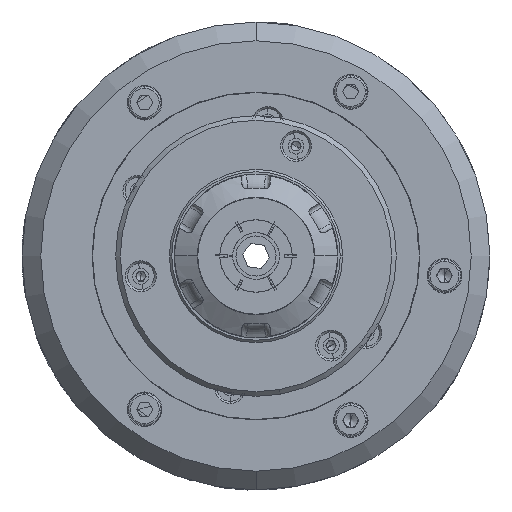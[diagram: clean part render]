
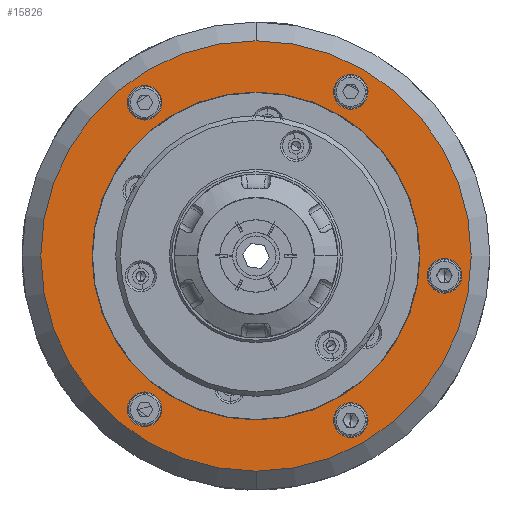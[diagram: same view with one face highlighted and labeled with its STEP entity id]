
A CAD part, left-side view. The second image highlights one B-rep face of the part: STEP entity #15826.
In plain terms, the highlighted planar face has unit normal (-1, 0, 0).
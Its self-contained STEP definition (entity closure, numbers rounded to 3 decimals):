
#222 = FACE_BOUND ( 'NONE', #19538, .T. ) ;
#243 = FACE_BOUND ( 'NONE', #17951, .T. ) ;
#498 = FACE_BOUND ( 'NONE', #19367, .T. ) ;
#503 = FACE_BOUND ( 'NONE', #18399, .T. ) ;
#688 = FACE_OUTER_BOUND ( 'NONE', #19404, .T. ) ;
#730 = FACE_BOUND ( 'NONE', #19924, .T. ) ;
#738 = FACE_BOUND ( 'NONE', #19323, .T. ) ;
#1185 = AXIS2_PLACEMENT_3D ( 'NONE', #31012, #31010, #31013 ) ;
#1189 = AXIS2_PLACEMENT_3D ( 'NONE', #31000, #30988, #30995 ) ;
#1199 = EDGE_CURVE ( 'NONE', #4219, #4260, #19458, .T. ) ;
#1268 = AXIS2_PLACEMENT_3D ( 'NONE', #4569, #4567, #4563 ) ;
#1279 = EDGE_CURVE ( 'NONE', #10570, #4178, #18891, .T. ) ;
#1281 = EDGE_CURVE ( 'NONE', #4260, #4219, #19095, .T. ) ;
#1292 = AXIS2_PLACEMENT_3D ( 'NONE', #14193, #14186, #14174 ) ;
#1300 = AXIS2_PLACEMENT_3D ( 'NONE', #31244, #31243, #31242 ) ;
#1419 = EDGE_CURVE ( 'NONE', #4409, #4511, #19230, .T. ) ;
#1480 = AXIS2_PLACEMENT_3D ( 'NONE', #27483, #27482, #27481 ) ;
#1728 = EDGE_CURVE ( 'NONE', #4178, #10570, #19677, .T. ) ;
#1747 = AXIS2_PLACEMENT_3D ( 'NONE', #22552, #22546, #22544 ) ;
#1761 = EDGE_CURVE ( 'NONE', #30748, #13364, #18579, .T. ) ;
#1812 = AXIS2_PLACEMENT_3D ( 'NONE', #31005, #31004, #31003 ) ;
#1873 = EDGE_CURVE ( 'NONE', #13364, #30748, #18328, .T. ) ;
#1987 = EDGE_CURVE ( 'NONE', #4342, #4330, #19556, .T. ) ;
#2456 = EDGE_CURVE ( 'NONE', #4690, #4326, #18446, .T. ) ;
#2622 = EDGE_CURVE ( 'NONE', #4419, #9560, #19145, .T. ) ;
#2634 = AXIS2_PLACEMENT_3D ( 'NONE', #30951, #30950, #30948 ) ;
#2734 = EDGE_CURVE ( 'NONE', #4511, #4409, #30482, .T. ) ;
#2755 = EDGE_CURVE ( 'NONE', #4330, #4342, #29876, .T. ) ;
#2811 = AXIS2_PLACEMENT_3D ( 'NONE', #27399, #27398, #27397 ) ;
#3117 = AXIS2_PLACEMENT_3D ( 'NONE', #27672, #27669, #27667 ) ;
#3408 = EDGE_CURVE ( 'NONE', #4326, #4690, #30391, .T. ) ;
#3948 = CARTESIAN_POINT ( 'NONE',  ( -240.3, -20.25, -31.374 ) ) ;
#4016 = AXIS2_PLACEMENT_3D ( 'NONE', #27376, #27375, #27374 ) ;
#4018 = AXIS2_PLACEMENT_3D ( 'NONE', #25123, #25120, #25114 ) ;
#4138 = EDGE_CURVE ( 'NONE', #9560, #4419, #21508, .T. ) ;
#4178 = VERTEX_POINT ( 'NONE', #21700 ) ;
#4219 = VERTEX_POINT ( 'NONE', #21636 ) ;
#4260 = VERTEX_POINT ( 'NONE', #19833 ) ;
#4326 = VERTEX_POINT ( 'NONE', #19511 ) ;
#4330 = VERTEX_POINT ( 'NONE', #19495 ) ;
#4342 = VERTEX_POINT ( 'NONE', #19424 ) ;
#4409 = VERTEX_POINT ( 'NONE', #19127 ) ;
#4419 = VERTEX_POINT ( 'NONE', #19034 ) ;
#4511 = VERTEX_POINT ( 'NONE', #18681 ) ;
#4563 = DIRECTION ( 'NONE',  ( 0., 0., 1. ) ) ;
#4567 = DIRECTION ( 'NONE',  ( -1., 0., 0. ) ) ;
#4569 = CARTESIAN_POINT ( 'NONE',  ( -240.3, -20.25, -35.074 ) ) ;
#4690 = VERTEX_POINT ( 'NONE', #18103 ) ;
#5190 = DIRECTION ( 'NONE',  ( 0., 0., 1. ) ) ;
#5191 = CARTESIAN_POINT ( 'NONE',  ( -240.3, 50., 0. ) ) ;
#5205 = PLANE ( 'NONE',  #10203 ) ;
#5209 = DIRECTION ( 'NONE',  ( -1., 0., 0. ) ) ;
#9560 = VERTEX_POINT ( 'NONE', #19497 ) ;
#9630 = ORIENTED_EDGE ( 'NONE', *, *, #1987, .F. ) ;
#9756 = ORIENTED_EDGE ( 'NONE', *, *, #1419, .F. ) ;
#9975 = ORIENTED_EDGE ( 'NONE', *, *, #2456, .F. ) ;
#10018 = ORIENTED_EDGE ( 'NONE', *, *, #2622, .T. ) ;
#10059 = ORIENTED_EDGE ( 'NONE', *, *, #1728, .F. ) ;
#10203 = AXIS2_PLACEMENT_3D ( 'NONE', #5191, #5209, #5190 ) ;
#10235 = ORIENTED_EDGE ( 'NONE', *, *, #1281, .T. ) ;
#10346 = ORIENTED_EDGE ( 'NONE', *, *, #1279, .F. ) ;
#10570 = VERTEX_POINT ( 'NONE', #3948 ) ;
#10581 = ORIENTED_EDGE ( 'NONE', *, *, #1873, .F. ) ;
#10834 = ORIENTED_EDGE ( 'NONE', *, *, #1761, .F. ) ;
#11071 = ORIENTED_EDGE ( 'NONE', *, *, #2734, .F. ) ;
#11202 = ORIENTED_EDGE ( 'NONE', *, *, #2755, .F. ) ;
#11386 = ORIENTED_EDGE ( 'NONE', *, *, #1199, .T. ) ;
#11531 = ORIENTED_EDGE ( 'NONE', *, *, #3408, .F. ) ;
#11611 = ORIENTED_EDGE ( 'NONE', *, *, #4138, .T. ) ;
#12160 = AXIS2_PLACEMENT_3D ( 'NONE', #21776, #21774, #21773 ) ;
#13364 = VERTEX_POINT ( 'NONE', #20012 ) ;
#14174 = DIRECTION ( 'NONE',  ( 0., 0., 1. ) ) ;
#14186 = DIRECTION ( 'NONE',  ( -1., 0., 0. ) ) ;
#14193 = CARTESIAN_POINT ( 'NONE',  ( -240.3, -20.25, 35.074 ) ) ;
#15826 = ADVANCED_FACE ( 'NONE', ( #243, #688, #730, #738, #498, #222, #503 ), #5205, .T. ) ;
#17951 = EDGE_LOOP ( 'NONE', ( #10018, #11611 ) ) ;
#18103 = CARTESIAN_POINT ( 'NONE',  ( -240.3, 23.805, -29.065 ) ) ;
#18328 = CIRCLE ( 'NONE', #1292, 3.7 ) ;
#18399 = EDGE_LOOP ( 'NONE', ( #9975, #11531 ) ) ;
#18446 = CIRCLE ( 'NONE', #3117, 3.7 ) ;
#18579 = CIRCLE ( 'NONE', #4018, 3.7 ) ;
#18681 = CARTESIAN_POINT ( 'NONE',  ( -240.3, -40.278, -0.533 ) ) ;
#18891 = CIRCLE ( 'NONE', #1185, 3.7 ) ;
#19034 = CARTESIAN_POINT ( 'NONE',  ( -240.3, 0., 35.05 ) ) ;
#19095 = CIRCLE ( 'NONE', #1189, 46. ) ;
#19127 = CARTESIAN_POINT ( 'NONE',  ( -240.3, -40.278, -7.933 ) ) ;
#19145 = CIRCLE ( 'NONE', #1480, 35.05 ) ;
#19230 = CIRCLE ( 'NONE', #1812, 3.7 ) ;
#19323 = EDGE_LOOP ( 'NONE', ( #10346, #10059 ) ) ;
#19367 = EDGE_LOOP ( 'NONE', ( #10834, #10581 ) ) ;
#19404 = EDGE_LOOP ( 'NONE', ( #11386, #10235 ) ) ;
#19424 = CARTESIAN_POINT ( 'NONE',  ( -240.3, 23.805, 29.065 ) ) ;
#19458 = CIRCLE ( 'NONE', #2634, 46. ) ;
#19495 = CARTESIAN_POINT ( 'NONE',  ( -240.3, 23.805, 36.465 ) ) ;
#19497 = CARTESIAN_POINT ( 'NONE',  ( -240.3, 0., -35.05 ) ) ;
#19511 = CARTESIAN_POINT ( 'NONE',  ( -240.3, 23.805, -36.465 ) ) ;
#19538 = EDGE_LOOP ( 'NONE', ( #11202, #9630 ) ) ;
#19556 = CIRCLE ( 'NONE', #1300, 3.7 ) ;
#19677 = CIRCLE ( 'NONE', #1268, 3.7 ) ;
#19833 = CARTESIAN_POINT ( 'NONE',  ( -240.3, 0., 46. ) ) ;
#19924 = EDGE_LOOP ( 'NONE', ( #11071, #9756 ) ) ;
#20012 = CARTESIAN_POINT ( 'NONE',  ( -240.3, -20.25, 31.374 ) ) ;
#21508 = CIRCLE ( 'NONE', #12160, 35.05 ) ;
#21636 = CARTESIAN_POINT ( 'NONE',  ( -240.3, 0., -46. ) ) ;
#21700 = CARTESIAN_POINT ( 'NONE',  ( -240.3, -20.25, -38.774 ) ) ;
#21773 = DIRECTION ( 'NONE',  ( 0., 0., 1. ) ) ;
#21774 = DIRECTION ( 'NONE',  ( 1., 0., 0. ) ) ;
#21776 = CARTESIAN_POINT ( 'NONE',  ( -240.3, 0., 0. ) ) ;
#22544 = DIRECTION ( 'NONE',  ( 0., 0., 1. ) ) ;
#22546 = DIRECTION ( 'NONE',  ( -1., 0., 0. ) ) ;
#22552 = CARTESIAN_POINT ( 'NONE',  ( -240.3, 23.805, -32.765 ) ) ;
#24004 = CARTESIAN_POINT ( 'NONE',  ( -240.3, -20.25, 38.774 ) ) ;
#25114 = DIRECTION ( 'NONE',  ( 0., 0., 1. ) ) ;
#25120 = DIRECTION ( 'NONE',  ( -1., 0., 0. ) ) ;
#25123 = CARTESIAN_POINT ( 'NONE',  ( -240.3, -20.25, 35.074 ) ) ;
#27374 = DIRECTION ( 'NONE',  ( 0., 0., 1. ) ) ;
#27375 = DIRECTION ( 'NONE',  ( -1., 0., 0. ) ) ;
#27376 = CARTESIAN_POINT ( 'NONE',  ( -240.3, 23.805, 32.765 ) ) ;
#27397 = DIRECTION ( 'NONE',  ( 0., 0., 1. ) ) ;
#27398 = DIRECTION ( 'NONE',  ( -1., 0., 0. ) ) ;
#27399 = CARTESIAN_POINT ( 'NONE',  ( -240.3, -40.278, -4.233 ) ) ;
#27481 = DIRECTION ( 'NONE',  ( 0., 0., 1. ) ) ;
#27482 = DIRECTION ( 'NONE',  ( 1., 0., 0. ) ) ;
#27483 = CARTESIAN_POINT ( 'NONE',  ( -240.3, 0., 0. ) ) ;
#27667 = DIRECTION ( 'NONE',  ( 0., 0., 1. ) ) ;
#27669 = DIRECTION ( 'NONE',  ( -1., 0., 0. ) ) ;
#27672 = CARTESIAN_POINT ( 'NONE',  ( -240.3, 23.805, -32.765 ) ) ;
#29876 = CIRCLE ( 'NONE', #4016, 3.7 ) ;
#30391 = CIRCLE ( 'NONE', #1747, 3.7 ) ;
#30482 = CIRCLE ( 'NONE', #2811, 3.7 ) ;
#30748 = VERTEX_POINT ( 'NONE', #24004 ) ;
#30948 = DIRECTION ( 'NONE',  ( 0., 0., 1. ) ) ;
#30950 = DIRECTION ( 'NONE',  ( -1., 0., 0. ) ) ;
#30951 = CARTESIAN_POINT ( 'NONE',  ( -240.3, 0., 0. ) ) ;
#30988 = DIRECTION ( 'NONE',  ( -1., 0., 0. ) ) ;
#30995 = DIRECTION ( 'NONE',  ( 0., 0., 1. ) ) ;
#31000 = CARTESIAN_POINT ( 'NONE',  ( -240.3, 0., 0. ) ) ;
#31003 = DIRECTION ( 'NONE',  ( 0., 0., 1. ) ) ;
#31004 = DIRECTION ( 'NONE',  ( -1., 0., 0. ) ) ;
#31005 = CARTESIAN_POINT ( 'NONE',  ( -240.3, -40.278, -4.233 ) ) ;
#31010 = DIRECTION ( 'NONE',  ( -1., 0., 0. ) ) ;
#31012 = CARTESIAN_POINT ( 'NONE',  ( -240.3, -20.25, -35.074 ) ) ;
#31013 = DIRECTION ( 'NONE',  ( 0., 0., 1. ) ) ;
#31242 = DIRECTION ( 'NONE',  ( 0., 0., 1. ) ) ;
#31243 = DIRECTION ( 'NONE',  ( -1., 0., 0. ) ) ;
#31244 = CARTESIAN_POINT ( 'NONE',  ( -240.3, 23.805, 32.765 ) ) ;
